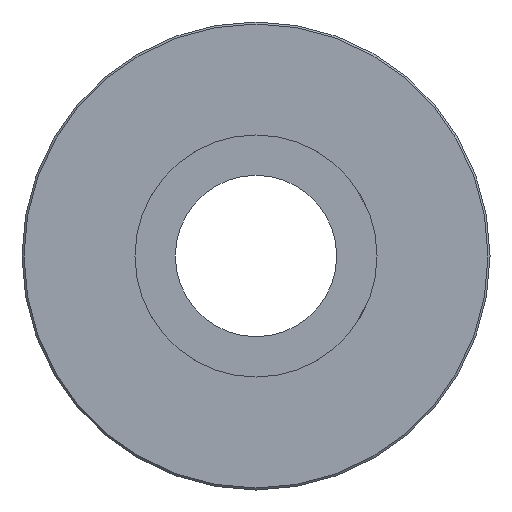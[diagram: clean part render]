
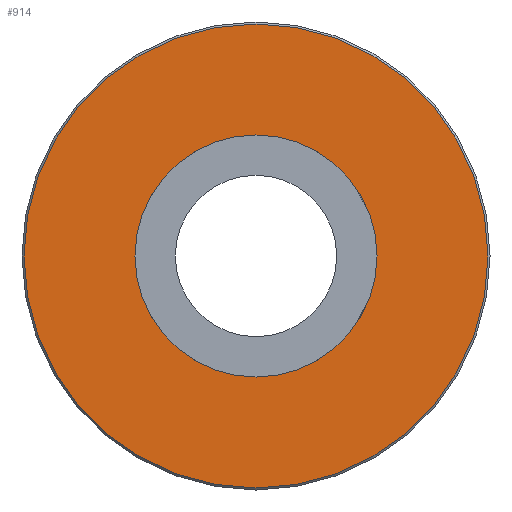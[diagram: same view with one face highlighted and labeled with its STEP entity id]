
A CAD part, left-side view. The second image highlights one B-rep face of the part: STEP entity #914.
In plain terms, the highlighted planar face has unit normal (-1, 0, 0).
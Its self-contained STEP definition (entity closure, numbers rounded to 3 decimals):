
#154=PLANE($,#974);
#206=FACE_BOUND($,#297,.T.);
#207=FACE_BOUND($,#298,.T.);
#297=EDGE_LOOP($,(#656));
#298=EDGE_LOOP($,(#657));
#381=CIRCLE($,#973,57.5);
#382=CIRCLE($,#975,30.);
#430=VERTEX_POINT($,#1343);
#431=VERTEX_POINT($,#1346);
#523=EDGE_CURVE($,#430,#430,#381,.T.);
#524=EDGE_CURVE($,#431,#431,#382,.T.);
#656=ORIENTED_EDGE($,*,*,#524,.T.);
#657=ORIENTED_EDGE($,*,*,#523,.F.);
#914=ADVANCED_FACE($,(#206,#207),#154,.T.);
#973=AXIS2_PLACEMENT_3D($,#1344,#1084,#1085);
#974=AXIS2_PLACEMENT_3D($,#1345,#1086,#1087);
#975=AXIS2_PLACEMENT_3D($,#1347,#1088,#1089);
#1084=DIRECTION('center_axis',(1.,0.,0.));
#1085=DIRECTION('ref_axis',(0.,-1.,0.));
#1086=DIRECTION('center_axis',(-1.,0.,0.));
#1087=DIRECTION('ref_axis',(0.,0.,1.));
#1088=DIRECTION('center_axis',(1.,0.,0.));
#1089=DIRECTION('ref_axis',(0.,0.,-1.));
#1343=CARTESIAN_POINT('',(0.,57.5,0.));
#1344=CARTESIAN_POINT('Origin',(0.,0.,0.));
#1345=CARTESIAN_POINT('Origin',(0.,44.,0.));
#1346=CARTESIAN_POINT('',(0.,0.,
30.));
#1347=CARTESIAN_POINT('Origin',(0.,0.,0.));
